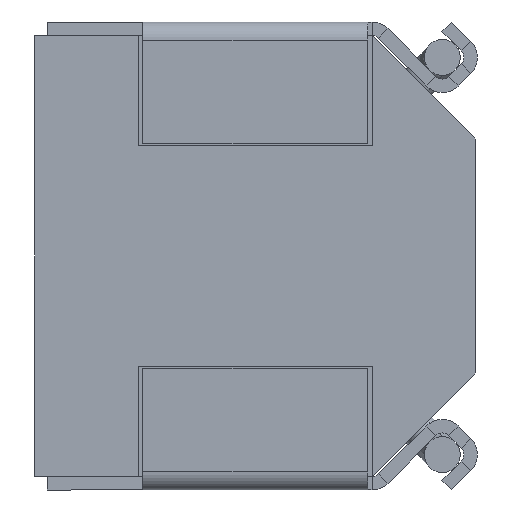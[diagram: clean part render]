
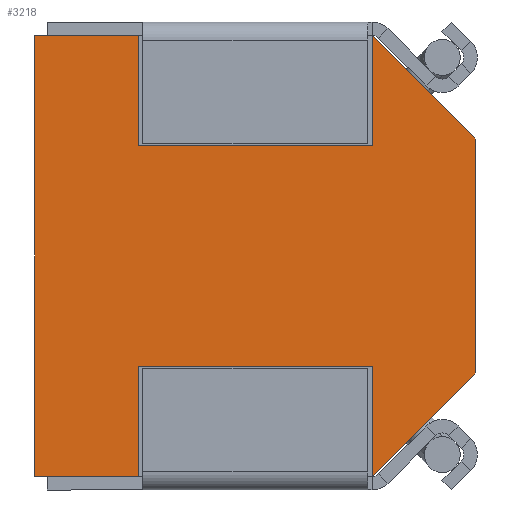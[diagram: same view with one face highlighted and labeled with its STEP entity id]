
A CAD part, front view. The second image highlights one B-rep face of the part: STEP entity #3218.
In plain terms, the highlighted planar face has unit normal (0, -1, 0).
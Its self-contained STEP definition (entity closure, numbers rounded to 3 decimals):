
#16 = ORIENTED_EDGE ( 'NONE', *, *, #2310, .T. ) ;
#24 = EDGE_CURVE ( 'NONE', #3513, #1929, #2386, .T. ) ;
#43 = CARTESIAN_POINT ( 'NONE',  ( -1.3, 0.05, 1.226 ) ) ;
#136 = VECTOR ( 'NONE', #2084, 1000. ) ;
#186 = CARTESIAN_POINT ( 'NONE',  ( -2.45, 0.05, -2.45 ) ) ;
#257 = LINE ( 'NONE', #1396, #3402 ) ;
#281 = CARTESIAN_POINT ( 'NONE',  ( 1.3, 0.05, 1.226 ) ) ;
#285 = CARTESIAN_POINT ( 'NONE',  ( 1.3, 0.05, 1.226 ) ) ;
#300 = VERTEX_POINT ( 'NONE', #1190 ) ;
#386 = CARTESIAN_POINT ( 'NONE',  ( -1.3, 0.05, 1.226 ) ) ;
#405 = EDGE_CURVE ( 'NONE', #1304, #2214, #1793, .T. ) ;
#421 = ORIENTED_EDGE ( 'NONE', *, *, #3226, .F. ) ;
#500 = LINE ( 'NONE', #285, #2067 ) ;
#547 = ORIENTED_EDGE ( 'NONE', *, *, #24, .F. ) ;
#551 = LINE ( 'NONE', #1240, #1928 ) ;
#679 = DIRECTION ( 'NONE',  ( 0., 0., 1. ) ) ;
#691 = CARTESIAN_POINT ( 'NONE',  ( 1.3, 0.05, -1.226 ) ) ;
#788 = LINE ( 'NONE', #3224, #2151 ) ;
#851 = VECTOR ( 'NONE', #1289, 1000. ) ;
#869 = VERTEX_POINT ( 'NONE', #3727 ) ;
#929 = LINE ( 'NONE', #1877, #1923 ) ;
#936 = CARTESIAN_POINT ( 'NONE',  ( -1.3, 0.05, -2.45 ) ) ;
#978 = CARTESIAN_POINT ( 'NONE',  ( 1.3, 0.05, -2.45 ) ) ;
#987 = LINE ( 'NONE', #386, #2593 ) ;
#998 = EDGE_CURVE ( 'NONE', #1929, #1880, #2173, .T. ) ;
#1029 = CARTESIAN_POINT ( 'NONE',  ( 2.45, 0.05, -1.3 ) ) ;
#1087 = ORIENTED_EDGE ( 'NONE', *, *, #1401, .F. ) ;
#1132 = CARTESIAN_POINT ( 'NONE',  ( -1.3, 0.05, 2.45 ) ) ;
#1147 = EDGE_LOOP ( 'NONE', ( #1779, #16, #2772, #2146, #1087, #3566, #1687, #421, #1975, #547, #3836, #2112 ) ) ;
#1190 = CARTESIAN_POINT ( 'NONE',  ( -2.45, 0.05, 2.45 ) ) ;
#1202 = DIRECTION ( 'NONE',  ( 1., 0., 0. ) ) ;
#1204 = VERTEX_POINT ( 'NONE', #1132 ) ;
#1237 = CARTESIAN_POINT ( 'NONE',  ( 2.45, 0.05, 1.3 ) ) ;
#1240 = CARTESIAN_POINT ( 'NONE',  ( -2.45, 0.05, 2.45 ) ) ;
#1289 = DIRECTION ( 'NONE',  ( 0., 0., -1. ) ) ;
#1302 = VECTOR ( 'NONE', #1542, 1000. ) ;
#1304 = VERTEX_POINT ( 'NONE', #43 ) ;
#1375 = DIRECTION ( 'NONE',  ( 0., 0., 1. ) ) ;
#1396 = CARTESIAN_POINT ( 'NONE',  ( 1.875, 0.05, -1.875 ) ) ;
#1401 = EDGE_CURVE ( 'NONE', #1204, #1304, #987, .T. ) ;
#1414 = DIRECTION ( 'NONE',  ( 0.707, 0., 0.707 ) ) ;
#1460 = DIRECTION ( 'NONE',  ( 0., 0., 1. ) ) ;
#1480 = VERTEX_POINT ( 'NONE', #1029 ) ;
#1511 = CARTESIAN_POINT ( 'NONE',  ( 0., 0.05, 0. ) ) ;
#1540 = EDGE_CURVE ( 'NONE', #2050, #300, #1692, .T. ) ;
#1542 = DIRECTION ( 'NONE',  ( -1., 0., 0. ) ) ;
#1687 = ORIENTED_EDGE ( 'NONE', *, *, #1540, .F. ) ;
#1692 = LINE ( 'NONE', #186, #2934 ) ;
#1779 = ORIENTED_EDGE ( 'NONE', *, *, #2909, .F. ) ;
#1780 = DIRECTION ( 'NONE',  ( -0.707, 0., 0.707 ) ) ;
#1793 = LINE ( 'NONE', #281, #136 ) ;
#1827 = CARTESIAN_POINT ( 'NONE',  ( -2.45, 0.05, -2.45 ) ) ;
#1877 = CARTESIAN_POINT ( 'NONE',  ( 1.3, 0.05, -1.226 ) ) ;
#1880 = VERTEX_POINT ( 'NONE', #936 ) ;
#1903 = VECTOR ( 'NONE', #3439, 1000. ) ;
#1923 = VECTOR ( 'NONE', #679, 1000. ) ;
#1927 = EDGE_CURVE ( 'NONE', #300, #1204, #551, .T. ) ;
#1928 = VECTOR ( 'NONE', #1202, 1000. ) ;
#1929 = VERTEX_POINT ( 'NONE', #3680 ) ;
#1960 = LINE ( 'NONE', #1827, #1302 ) ;
#1975 = ORIENTED_EDGE ( 'NONE', *, *, #998, .F. ) ;
#1981 = CARTESIAN_POINT ( 'NONE',  ( 1.3, 0.05, 1.226 ) ) ;
#2026 = DIRECTION ( 'NONE',  ( 0., 0., -1. ) ) ;
#2050 = VERTEX_POINT ( 'NONE', #3733 ) ;
#2067 = VECTOR ( 'NONE', #1460, 1000. ) ;
#2082 = EDGE_CURVE ( 'NONE', #2105, #3513, #929, .T. ) ;
#2084 = DIRECTION ( 'NONE',  ( 1., 0., 0. ) ) ;
#2105 = VERTEX_POINT ( 'NONE', #978 ) ;
#2112 = ORIENTED_EDGE ( 'NONE', *, *, #3491, .T. ) ;
#2138 = DIRECTION ( 'NONE',  ( 0., 0., 1. ) ) ;
#2146 = ORIENTED_EDGE ( 'NONE', *, *, #405, .F. ) ;
#2151 = VECTOR ( 'NONE', #2026, 1000. ) ;
#2173 = LINE ( 'NONE', #3424, #851 ) ;
#2214 = VERTEX_POINT ( 'NONE', #1981 ) ;
#2271 = EDGE_CURVE ( 'NONE', #2214, #869, #500, .T. ) ;
#2310 = EDGE_CURVE ( 'NONE', #2569, #869, #3221, .T. ) ;
#2316 = CARTESIAN_POINT ( 'NONE',  ( 1.3, 0.05, -1.226 ) ) ;
#2386 = LINE ( 'NONE', #691, #1903 ) ;
#2506 = DIRECTION ( 'NONE',  ( 0., 0., -1. ) ) ;
#2569 = VERTEX_POINT ( 'NONE', #1237 ) ;
#2593 = VECTOR ( 'NONE', #2506, 1000. ) ;
#2755 = DIRECTION ( 'NONE',  ( 0., 1., 0. ) ) ;
#2772 = ORIENTED_EDGE ( 'NONE', *, *, #2271, .F. ) ;
#2909 = EDGE_CURVE ( 'NONE', #2569, #1480, #788, .T. ) ;
#2934 = VECTOR ( 'NONE', #1375, 1000. ) ;
#2953 = AXIS2_PLACEMENT_3D ( 'NONE', #1511, #2755, #2138 ) ;
#3079 = PLANE ( 'NONE',  #2953 ) ;
#3154 = FACE_OUTER_BOUND ( 'NONE', #1147, .T. ) ;
#3218 = ADVANCED_FACE ( 'NONE', ( #3154 ), #3079, .F. ) ;
#3221 = LINE ( 'NONE', #3261, #3711 ) ;
#3224 = CARTESIAN_POINT ( 'NONE',  ( 2.45, 0.05, -2.45 ) ) ;
#3226 = EDGE_CURVE ( 'NONE', #1880, #2050, #1960, .T. ) ;
#3261 = CARTESIAN_POINT ( 'NONE',  ( 1.875, 0.05, 1.875 ) ) ;
#3402 = VECTOR ( 'NONE', #1414, 1000. ) ;
#3424 = CARTESIAN_POINT ( 'NONE',  ( -1.3, 0.05, -1.226 ) ) ;
#3439 = DIRECTION ( 'NONE',  ( -1., 0., 0. ) ) ;
#3491 = EDGE_CURVE ( 'NONE', #2105, #1480, #257, .T. ) ;
#3513 = VERTEX_POINT ( 'NONE', #2316 ) ;
#3566 = ORIENTED_EDGE ( 'NONE', *, *, #1927, .F. ) ;
#3680 = CARTESIAN_POINT ( 'NONE',  ( -1.3, 0.05, -1.226 ) ) ;
#3711 = VECTOR ( 'NONE', #1780, 1000. ) ;
#3727 = CARTESIAN_POINT ( 'NONE',  ( 1.3, 0.05, 2.45 ) ) ;
#3733 = CARTESIAN_POINT ( 'NONE',  ( -2.45, 0.05, -2.45 ) ) ;
#3836 = ORIENTED_EDGE ( 'NONE', *, *, #2082, .F. ) ;
